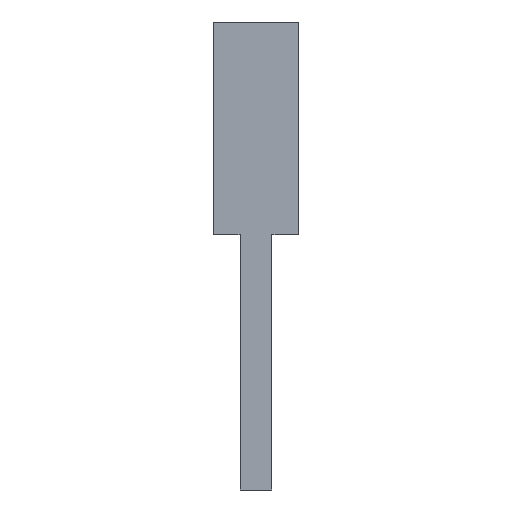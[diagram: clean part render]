
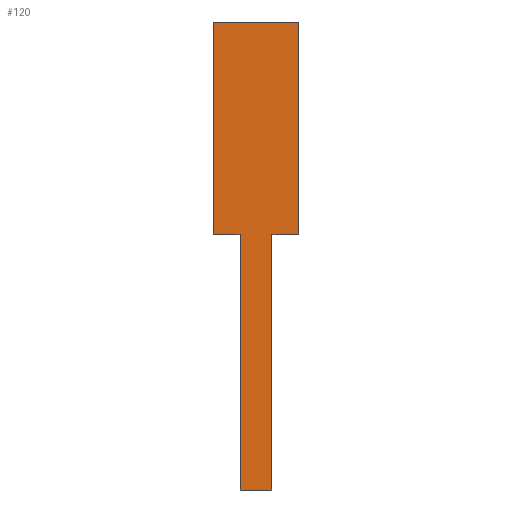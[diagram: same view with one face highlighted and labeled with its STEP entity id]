
A CAD part, left-side view. The second image highlights one B-rep face of the part: STEP entity #120.
In plain terms, the highlighted planar face has unit normal (-1, 0, 0).
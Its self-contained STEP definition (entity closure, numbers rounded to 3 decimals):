
#1 = CARTESIAN_POINT ( 'NONE',  ( -6., -0.75, -10. ) ) ;
#9 = EDGE_CURVE ( 'NONE', #261, #227, #228, .T. ) ;
#11 = EDGE_CURVE ( 'NONE', #251, #261, #272, .T. ) ;
#16 = CARTESIAN_POINT ( 'NONE',  ( -6., 0.75, -22. ) ) ;
#20 = DIRECTION ( 'NONE',  ( 0., -1., 0. ) ) ;
#24 = VERTEX_POINT ( 'NONE', #88 ) ;
#28 = EDGE_CURVE ( 'NONE', #227, #43, #176, .T. ) ;
#30 = VECTOR ( 'NONE', #20, 1000. ) ;
#40 = CARTESIAN_POINT ( 'NONE',  ( -6., 0.75, -10. ) ) ;
#43 = VERTEX_POINT ( 'NONE', #40 ) ;
#58 = CARTESIAN_POINT ( 'NONE',  ( -6., -0.75, -22. ) ) ;
#61 = VERTEX_POINT ( 'NONE', #270 ) ;
#67 = PLANE ( 'NONE',  #267 ) ;
#74 = ORIENTED_EDGE ( 'NONE', *, *, #233, .F. ) ;
#79 = VECTOR ( 'NONE', #106, 1000. ) ;
#82 = LINE ( 'NONE', #278, #30 ) ;
#84 = CARTESIAN_POINT ( 'NONE',  ( -6., 2., -10. ) ) ;
#85 = VECTOR ( 'NONE', #96, 1000. ) ;
#88 = CARTESIAN_POINT ( 'NONE',  ( -6., 2., 0. ) ) ;
#96 = DIRECTION ( 'NONE',  ( 0., 0., -1. ) ) ;
#99 = LINE ( 'NONE', #159, #303 ) ;
#106 = DIRECTION ( 'NONE',  ( 0., 1., 0. ) ) ;
#119 = ORIENTED_EDGE ( 'NONE', *, *, #191, .F. ) ;
#120 = ADVANCED_FACE ( 'NONE', ( #189 ), #67, .T. ) ;
#140 = CARTESIAN_POINT ( 'NONE',  ( -6., -0.75, -22. ) ) ;
#142 = DIRECTION ( 'NONE',  ( 0., 1., 0. ) ) ;
#147 = CARTESIAN_POINT ( 'NONE',  ( -6., 0., 0. ) ) ;
#148 = LINE ( 'NONE', #84, #79 ) ;
#149 = DIRECTION ( 'NONE',  ( -1., 0., 0. ) ) ;
#159 = CARTESIAN_POINT ( 'NONE',  ( -6., 2., -10. ) ) ;
#168 = DIRECTION ( 'NONE',  ( 0., 0., -1. ) ) ;
#173 = DIRECTION ( 'NONE',  ( 0., 0., 1. ) ) ;
#176 = LINE ( 'NONE', #16, #255 ) ;
#178 = ORIENTED_EDGE ( 'NONE', *, *, #9, .F. ) ;
#180 = DIRECTION ( 'NONE',  ( 0., 1., 0. ) ) ;
#181 = EDGE_CURVE ( 'NONE', #315, #308, #284, .T. ) ;
#183 = CARTESIAN_POINT ( 'NONE',  ( -6., 0.75, -22. ) ) ;
#189 = FACE_OUTER_BOUND ( 'NONE', #277, .T. ) ;
#191 = EDGE_CURVE ( 'NONE', #61, #24, #99, .T. ) ;
#194 = CARTESIAN_POINT ( 'NONE',  ( -6., -2., -10. ) ) ;
#198 = ORIENTED_EDGE ( 'NONE', *, *, #11, .F. ) ;
#200 = CARTESIAN_POINT ( 'NONE',  ( -6., -2., -10. ) ) ;
#207 = ORIENTED_EDGE ( 'NONE', *, *, #299, .F. ) ;
#209 = DIRECTION ( 'NONE',  ( 0., 0., 1. ) ) ;
#212 = ORIENTED_EDGE ( 'NONE', *, *, #28, .F. ) ;
#227 = VERTEX_POINT ( 'NONE', #183 ) ;
#228 = LINE ( 'NONE', #140, #281 ) ;
#230 = LINE ( 'NONE', #1, #296 ) ;
#233 = EDGE_CURVE ( 'NONE', #308, #251, #230, .T. ) ;
#248 = EDGE_CURVE ( 'NONE', #24, #315, #82, .T. ) ;
#251 = VERTEX_POINT ( 'NONE', #253 ) ;
#253 = CARTESIAN_POINT ( 'NONE',  ( -6., -0.75, -10. ) ) ;
#255 = VECTOR ( 'NONE', #289, 1000. ) ;
#261 = VERTEX_POINT ( 'NONE', #58 ) ;
#264 = VECTOR ( 'NONE', #168, 1000. ) ;
#267 = AXIS2_PLACEMENT_3D ( 'NONE', #147, #149, #173 ) ;
#270 = CARTESIAN_POINT ( 'NONE',  ( -6., 2., -10. ) ) ;
#272 = LINE ( 'NONE', #318, #264 ) ;
#277 = EDGE_LOOP ( 'NONE', ( #314, #119, #207, #212, #178, #198, #74, #286 ) ) ;
#278 = CARTESIAN_POINT ( 'NONE',  ( -6., 2., 0. ) ) ;
#281 = VECTOR ( 'NONE', #142, 1000. ) ;
#282 = CARTESIAN_POINT ( 'NONE',  ( -6., -2., 0. ) ) ;
#284 = LINE ( 'NONE', #200, #85 ) ;
#286 = ORIENTED_EDGE ( 'NONE', *, *, #181, .F. ) ;
#289 = DIRECTION ( 'NONE',  ( 0., 0., 1. ) ) ;
#296 = VECTOR ( 'NONE', #180, 1000. ) ;
#299 = EDGE_CURVE ( 'NONE', #43, #61, #148, .T. ) ;
#303 = VECTOR ( 'NONE', #209, 1000. ) ;
#308 = VERTEX_POINT ( 'NONE', #194 ) ;
#314 = ORIENTED_EDGE ( 'NONE', *, *, #248, .F. ) ;
#315 = VERTEX_POINT ( 'NONE', #282 ) ;
#318 = CARTESIAN_POINT ( 'NONE',  ( -6., -0.75, -10. ) ) ;
